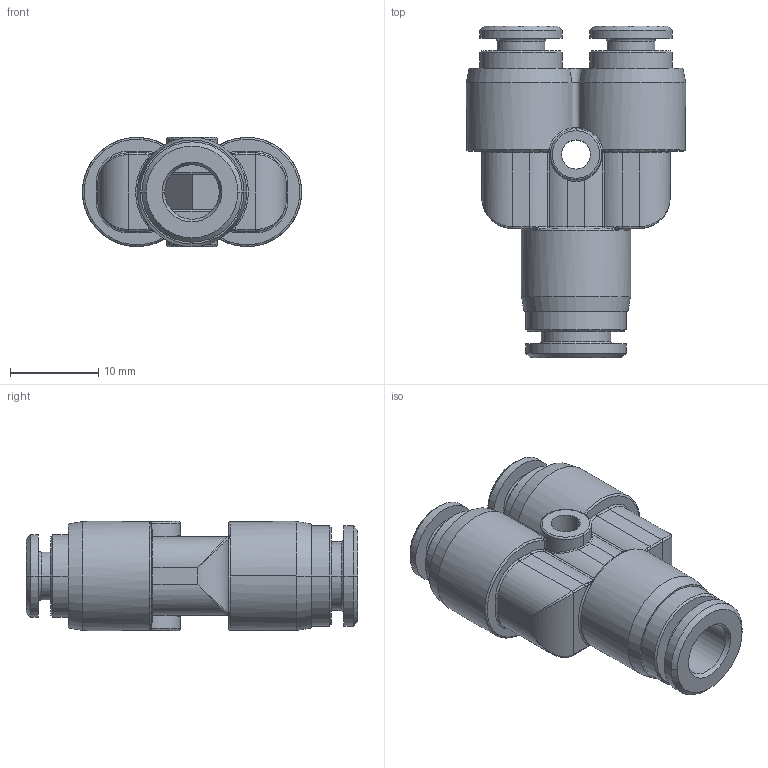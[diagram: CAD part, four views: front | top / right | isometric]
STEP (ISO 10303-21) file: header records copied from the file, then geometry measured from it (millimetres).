
FILE_DESCRIPTION(( 'MXP.37.06.04.stp' ), '1');
FILE_NAME( 'MXP.37.06.04.stp', '2021-02-22T15:45:18',( 'Sopra'),('sopra-pneumatic.com'), 'SwSTEP 2.0','SolidWorks 2009','' );
FILE_SCHEMA(('CONFIG_CONTROL_DESIGN'));
Length unit declared in the file: millimetre
Products named in the file (1): 367658B_982V-6-4FF
Bounding box: 24.9 x 37.7 x 12.4 mm (x, y, z)
Volume: 4856.6 mm3; surface area: 3687.8 mm2
Topology: 1 solids, 1 shells, 243 faces, 567 edges, 334 vertices
Faces by surface type: cylinder 86, plane 49, bspline 42, torus 42, cone 24
Entity records: 10258 total; most frequent: CARTESIAN_POINT 4815, DIRECTION 1161, ORIENTED_EDGE 1134, EDGE_CURVE 567, AXIS2_PLACEMENT_3D 485, VERTEX_POINT 334, CIRCLE 284, EDGE_LOOP 257
